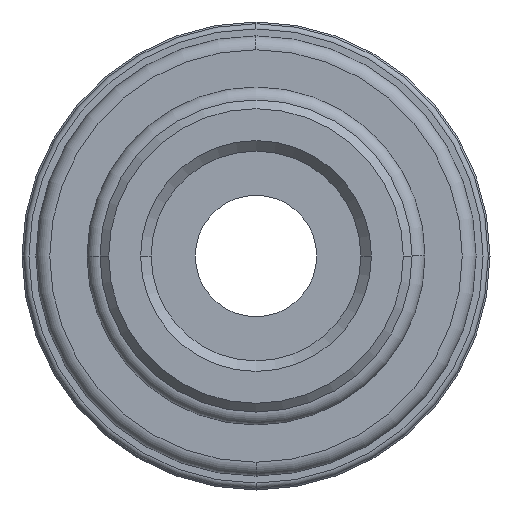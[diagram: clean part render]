
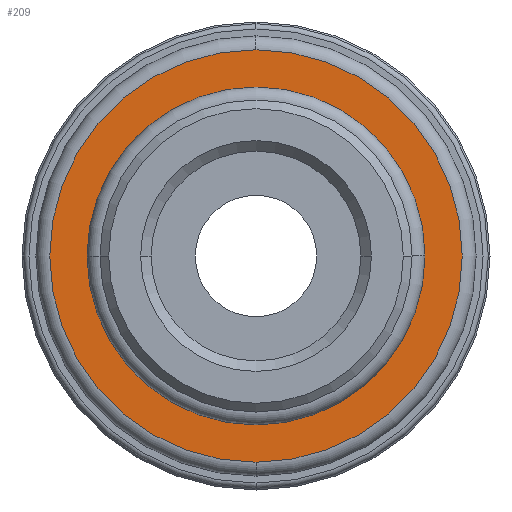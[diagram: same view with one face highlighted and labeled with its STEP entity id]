
A CAD part, front view. The second image highlights one B-rep face of the part: STEP entity #209.
In plain terms, the highlighted planar face has unit normal (0, -1, 0).
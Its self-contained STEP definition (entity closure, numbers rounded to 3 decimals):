
#209=ADVANCED_FACE('',(#477,#478),#479,.T.);
#477=FACE_BOUND('',#802,.T.);
#478=FACE_OUTER_BOUND('',#803,.T.);
#479=PLANE('',#804);
#802=EDGE_LOOP('',(#1347,#1348,#1349));
#803=EDGE_LOOP('',(#1350,#1351,#1352));
#804=AXIS2_PLACEMENT_3D('',#1353,#1354,#1355);
#1347=ORIENTED_EDGE('',*,*,#1988,.T.);
#1348=ORIENTED_EDGE('',*,*,#1856,.T.);
#1349=ORIENTED_EDGE('',*,*,#1989,.T.);
#1350=ORIENTED_EDGE('',*,*,#1894,.F.);
#1351=ORIENTED_EDGE('',*,*,#1893,.F.);
#1352=ORIENTED_EDGE('',*,*,#2035,.F.);
#1353=CARTESIAN_POINT('',(10.45,2.5,0.0));
#1354=DIRECTION('',(-0.0,-1.0,-0.0));
#1355=DIRECTION('',(-1.0,0.0,0.0));
#1856=EDGE_CURVE('',#2188,#2192,#2194,.T.);
#1893=EDGE_CURVE('',#2257,#2260,#2261,.T.);
#1894=EDGE_CURVE('',#2260,#2262,#2263,.T.);
#1988=EDGE_CURVE('',#2412,#2188,#2413,.T.);
#1989=EDGE_CURVE('',#2192,#2412,#2414,.T.);
#2035=EDGE_CURVE('',#2262,#2257,#2478,.T.);
#2188=VERTEX_POINT('',#2655);
#2192=VERTEX_POINT('',#2659);
#2194=CIRCLE('',#2661,9.75);
#2257=VERTEX_POINT('',#2764);
#2260=VERTEX_POINT('',#2767);
#2261=CIRCLE('',#2768,11.9);
#2262=VERTEX_POINT('',#2769);
#2263=CIRCLE('',#2770,11.9);
#2412=VERTEX_POINT('',#3108);
#2413=CIRCLE('',#3109,9.75);
#2414=CIRCLE('',#3110,9.75);
#2478=CIRCLE('',#3227,11.9);
#2655=CARTESIAN_POINT('',(9.75,2.5,0.));
#2659=CARTESIAN_POINT('',(-9.75,2.5,0.));
#2661=AXIS2_PLACEMENT_3D('',#3445,#3446,#3447);
#2764=CARTESIAN_POINT('',(0.,2.5,11.9));
#2767=CARTESIAN_POINT('',(11.9,2.5,0.0));
#2768=AXIS2_PLACEMENT_3D('',#3509,#3510,#3511);
#2769=CARTESIAN_POINT('',(0.,2.5,-11.9));
#2770=AXIS2_PLACEMENT_3D('',#3512,#3513,#3514);
#3108=CARTESIAN_POINT('',(0.,2.5,9.75));
#3109=AXIS2_PLACEMENT_3D('',#3663,#3664,#3665);
#3110=AXIS2_PLACEMENT_3D('',#3666,#3667,#3668);
#3227=AXIS2_PLACEMENT_3D('',#3735,#3736,#3737);
#3445=CARTESIAN_POINT('',(0.0,2.5,0.0));
#3446=DIRECTION('',(0.0,1.0,0.0));
#3447=DIRECTION('',(0.0,0.0,-1.0));
#3509=CARTESIAN_POINT('',(0.0,2.5,0.0));
#3510=DIRECTION('',(-0.0,1.0,0.0));
#3511=DIRECTION('',(1.0,0.0,0.0));
#3512=CARTESIAN_POINT('',(0.0,2.5,0.0));
#3513=DIRECTION('',(-0.0,1.0,0.0));
#3514=DIRECTION('',(1.0,0.0,0.0));
#3663=CARTESIAN_POINT('',(0.0,2.5,0.0));
#3664=DIRECTION('',(0.0,1.0,0.0));
#3665=DIRECTION('',(0.0,0.0,-1.0));
#3666=CARTESIAN_POINT('',(0.0,2.5,0.0));
#3667=DIRECTION('',(0.0,1.0,0.0));
#3668=DIRECTION('',(0.0,0.0,-1.0));
#3735=CARTESIAN_POINT('',(0.0,2.5,0.0));
#3736=DIRECTION('',(-0.0,1.0,0.0));
#3737=DIRECTION('',(1.0,0.0,0.0));
